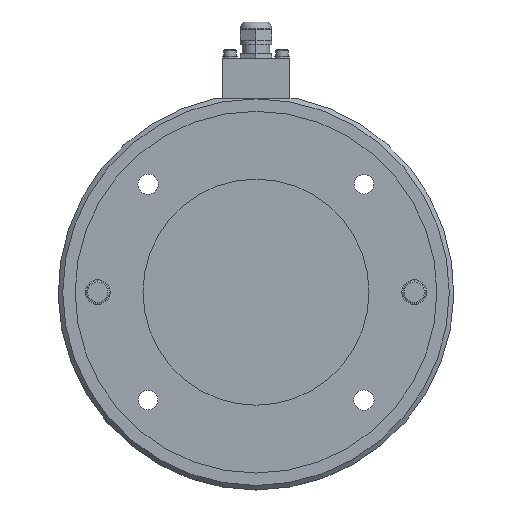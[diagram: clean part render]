
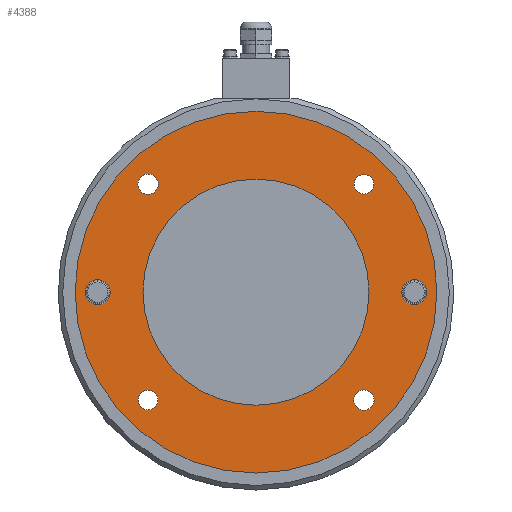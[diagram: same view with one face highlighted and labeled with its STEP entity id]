
A CAD part, left-side view. The second image highlights one B-rep face of the part: STEP entity #4388.
In plain terms, the highlighted face is planar.
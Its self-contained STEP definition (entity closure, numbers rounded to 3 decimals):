
#3494=CARTESIAN_POINT('',(4.45,50.,0.0));
#3495=VERTEX_POINT('',#3494);
#3511=CARTESIAN_POINT('',(4.45,-50.,0.));
#3512=VERTEX_POINT('',#3511);
#3519=CARTESIAN_POINT('',(4.45,0.,0.0));
#3520=DIRECTION('',(1.0,0.0,0.0));
#3521=DIRECTION('',(0.0,1.0,0.0));
#3522=AXIS2_PLACEMENT_3D('',#3519,#3520,#3521);
#3523=CIRCLE('',#3522,50.);
#3524=EDGE_CURVE('',#3512,#3495,#3523,.T.);
#3534=CARTESIAN_POINT('',(4.45,80.,0.0));
#3535=VERTEX_POINT('',#3534);
#3544=CARTESIAN_POINT('',(4.45,-80.,0.));
#3545=VERTEX_POINT('',#3544);
#3546=CARTESIAN_POINT('',(4.45,0.,0.0));
#3547=DIRECTION('',(1.0,0.0,0.0));
#3548=DIRECTION('',(0.0,1.0,0.0));
#3549=AXIS2_PLACEMENT_3D('',#3546,#3547,#3548);
#3550=CIRCLE('',#3549,80.);
#3551=EDGE_CURVE('',#3545,#3535,#3550,.T.);
#3660=CARTESIAN_POINT('',(4.45,-70.0,-5.5));
#3661=VERTEX_POINT('',#3660);
#3670=CARTESIAN_POINT('',(4.45,-70.0,5.5));
#3671=VERTEX_POINT('',#3670);
#3672=CARTESIAN_POINT('',(4.45,-70.0,0.));
#3673=DIRECTION('',(-1.0,0.0,0.0));
#3674=DIRECTION('',(0.0,0.0,-1.0));
#3675=AXIS2_PLACEMENT_3D('',#3672,#3673,#3674);
#3676=CIRCLE('',#3675,5.5);
#3677=EDGE_CURVE('',#3671,#3661,#3676,.T.);
#3744=CARTESIAN_POINT('',(4.45,70.0,5.5));
#3745=VERTEX_POINT('',#3744);
#3754=CARTESIAN_POINT('',(4.45,70.0,-5.5));
#3755=VERTEX_POINT('',#3754);
#3756=CARTESIAN_POINT('',(4.45,70.0,0.));
#3757=DIRECTION('',(-1.0,0.0,0.0));
#3758=DIRECTION('',(0.0,0.0,1.0));
#3759=AXIS2_PLACEMENT_3D('',#3756,#3757,#3758);
#3760=CIRCLE('',#3759,5.5);
#3761=EDGE_CURVE('',#3755,#3745,#3760,.T.);
#3830=CARTESIAN_POINT('',(4.45,-47.73,52.23));
#3831=VERTEX_POINT('',#3830);
#3847=CARTESIAN_POINT('',(4.45,-47.73,43.23));
#3848=VERTEX_POINT('',#3847);
#3855=CARTESIAN_POINT('',(4.45,-47.73,47.73));
#3856=DIRECTION('',(-1.0,0.0,0.0));
#3857=DIRECTION('',(0.0,0.0,1.0));
#3858=AXIS2_PLACEMENT_3D('',#3855,#3856,#3857);
#3859=CIRCLE('',#3858,4.5);
#3860=EDGE_CURVE('',#3831,#3848,#3859,.T.);
#3872=CARTESIAN_POINT('',(4.45,47.73,-52.23));
#3873=VERTEX_POINT('',#3872);
#3889=CARTESIAN_POINT('',(4.45,47.73,-43.23));
#3890=VERTEX_POINT('',#3889);
#3897=CARTESIAN_POINT('',(4.45,47.73,-47.73));
#3898=DIRECTION('',(-1.0,0.0,0.0));
#3899=DIRECTION('',(0.0,0.0,-1.0));
#3900=AXIS2_PLACEMENT_3D('',#3897,#3898,#3899);
#3901=CIRCLE('',#3900,4.5);
#3902=EDGE_CURVE('',#3873,#3890,#3901,.T.);
#3914=CARTESIAN_POINT('',(4.45,-47.73,-43.392));
#3915=VERTEX_POINT('',#3914);
#3931=CARTESIAN_POINT('',(4.45,-47.73,-52.068));
#3932=VERTEX_POINT('',#3931);
#3939=CARTESIAN_POINT('',(4.45,-47.73,-47.73));
#3940=DIRECTION('',(-1.0,0.0,0.0));
#3941=DIRECTION('',(0.0,0.0,1.0));
#3942=AXIS2_PLACEMENT_3D('',#3939,#3940,#3941);
#3943=CIRCLE('',#3942,4.338);
#3944=EDGE_CURVE('',#3915,#3932,#3943,.T.);
#3956=CARTESIAN_POINT('',(4.45,47.73,43.392));
#3957=VERTEX_POINT('',#3956);
#3973=CARTESIAN_POINT('',(4.45,47.73,52.068));
#3974=VERTEX_POINT('',#3973);
#3981=CARTESIAN_POINT('',(4.45,47.73,47.73));
#3982=DIRECTION('',(-1.0,0.0,0.0));
#3983=DIRECTION('',(0.0,0.0,-1.0));
#3984=AXIS2_PLACEMENT_3D('',#3981,#3982,#3983);
#3985=CIRCLE('',#3984,4.338);
#3986=EDGE_CURVE('',#3957,#3974,#3985,.T.);
#3997=CARTESIAN_POINT('',(4.45,47.73,47.73));
#3998=DIRECTION('',(-1.0,0.0,0.0));
#3999=DIRECTION('',(0.0,0.0,-1.0));
#4000=AXIS2_PLACEMENT_3D('',#3997,#3998,#3999);
#4001=CIRCLE('',#4000,4.338);
#4002=EDGE_CURVE('',#3974,#3957,#4001,.T.);
#4021=CARTESIAN_POINT('',(4.45,-47.73,-47.73));
#4022=DIRECTION('',(-1.0,0.0,0.0));
#4023=DIRECTION('',(0.0,0.0,1.0));
#4024=AXIS2_PLACEMENT_3D('',#4021,#4022,#4023);
#4025=CIRCLE('',#4024,4.338);
#4026=EDGE_CURVE('',#3932,#3915,#4025,.T.);
#4045=CARTESIAN_POINT('',(4.45,47.73,-47.73));
#4046=DIRECTION('',(-1.0,0.0,0.0));
#4047=DIRECTION('',(0.0,0.0,-1.0));
#4048=AXIS2_PLACEMENT_3D('',#4045,#4046,#4047);
#4049=CIRCLE('',#4048,4.5);
#4050=EDGE_CURVE('',#3890,#3873,#4049,.T.);
#4069=CARTESIAN_POINT('',(4.45,-47.73,47.73));
#4070=DIRECTION('',(-1.0,0.0,0.0));
#4071=DIRECTION('',(0.0,0.0,1.0));
#4072=AXIS2_PLACEMENT_3D('',#4069,#4070,#4071);
#4073=CIRCLE('',#4072,4.5);
#4074=EDGE_CURVE('',#3848,#3831,#4073,.T.);
#4125=CARTESIAN_POINT('',(4.45,70.0,0.));
#4126=DIRECTION('',(-1.0,0.0,0.0));
#4127=DIRECTION('',(0.0,0.0,1.0));
#4128=AXIS2_PLACEMENT_3D('',#4125,#4126,#4127);
#4129=CIRCLE('',#4128,5.5);
#4130=EDGE_CURVE('',#3745,#3755,#4129,.T.);
#4187=CARTESIAN_POINT('',(4.45,-70.0,0.));
#4188=DIRECTION('',(-1.0,0.0,0.0));
#4189=DIRECTION('',(0.0,0.0,-1.0));
#4190=AXIS2_PLACEMENT_3D('',#4187,#4188,#4189);
#4191=CIRCLE('',#4190,5.5);
#4192=EDGE_CURVE('',#3661,#3671,#4191,.T.);
#4335=CARTESIAN_POINT('',(4.45,0.,0.0));
#4336=DIRECTION('',(1.0,0.0,0.0));
#4337=DIRECTION('',(0.0,1.0,0.0));
#4338=AXIS2_PLACEMENT_3D('',#4335,#4336,#4337);
#4339=CIRCLE('',#4338,80.);
#4340=EDGE_CURVE('',#3535,#3545,#4339,.T.);
#4345=CARTESIAN_POINT('',(4.45,-88.,88.));
#4346=DIRECTION('',(1.0,0.0,0.0));
#4347=DIRECTION('',(0.0,0.0,-1.0));
#4348=AXIS2_PLACEMENT_3D('',#4345,#4346,#4347);
#4349=PLANE('',#4348);
#4350=ORIENTED_EDGE('',*,*,#4340,.T.);
#4351=ORIENTED_EDGE('',*,*,#3551,.T.);
#4352=EDGE_LOOP('',(#4350,#4351));
#4353=FACE_OUTER_BOUND('',#4352,.T.);
#4354=ORIENTED_EDGE('',*,*,#4002,.T.);
#4355=ORIENTED_EDGE('',*,*,#3986,.T.);
#4356=EDGE_LOOP('',(#4354,#4355));
#4357=FACE_BOUND('',#4356,.T.);
#4358=ORIENTED_EDGE('',*,*,#4026,.T.);
#4359=ORIENTED_EDGE('',*,*,#3944,.T.);
#4360=EDGE_LOOP('',(#4358,#4359));
#4361=FACE_BOUND('',#4360,.T.);
#4362=ORIENTED_EDGE('',*,*,#4050,.T.);
#4363=ORIENTED_EDGE('',*,*,#3902,.T.);
#4364=EDGE_LOOP('',(#4362,#4363));
#4365=FACE_BOUND('',#4364,.T.);
#4366=ORIENTED_EDGE('',*,*,#4074,.T.);
#4367=ORIENTED_EDGE('',*,*,#3860,.T.);
#4368=EDGE_LOOP('',(#4366,#4367));
#4369=FACE_BOUND('',#4368,.T.);
#4370=ORIENTED_EDGE('',*,*,#4130,.T.);
#4371=ORIENTED_EDGE('',*,*,#3761,.T.);
#4372=EDGE_LOOP('',(#4370,#4371));
#4373=FACE_BOUND('',#4372,.T.);
#4374=ORIENTED_EDGE('',*,*,#4192,.T.);
#4375=ORIENTED_EDGE('',*,*,#3677,.T.);
#4376=EDGE_LOOP('',(#4374,#4375));
#4377=FACE_BOUND('',#4376,.T.);
#4378=CARTESIAN_POINT('',(4.45,0.,0.0));
#4379=DIRECTION('',(1.0,0.0,0.0));
#4380=DIRECTION('',(0.0,1.0,0.0));
#4381=AXIS2_PLACEMENT_3D('',#4378,#4379,#4380);
#4382=CIRCLE('',#4381,50.);
#4383=EDGE_CURVE('',#3495,#3512,#4382,.T.);
#4384=ORIENTED_EDGE('',*,*,#4383,.F.);
#4385=ORIENTED_EDGE('',*,*,#3524,.F.);
#4386=EDGE_LOOP('',(#4384,#4385));
#4387=FACE_BOUND('',#4386,.T.);
#4388=ADVANCED_FACE('',(#4353,#4357,#4361,#4365,#4369,#4373,#4377,#4387),#4349,.T.);
